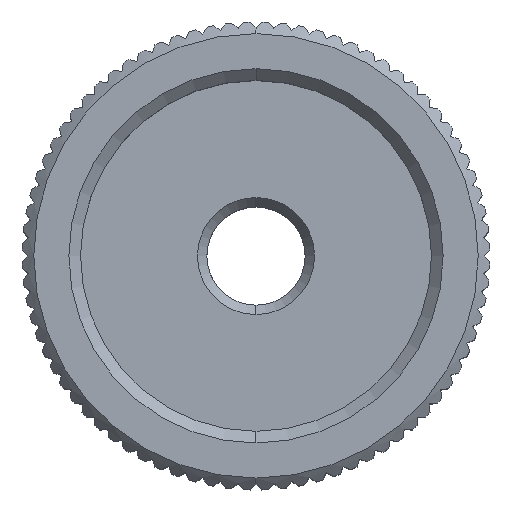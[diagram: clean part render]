
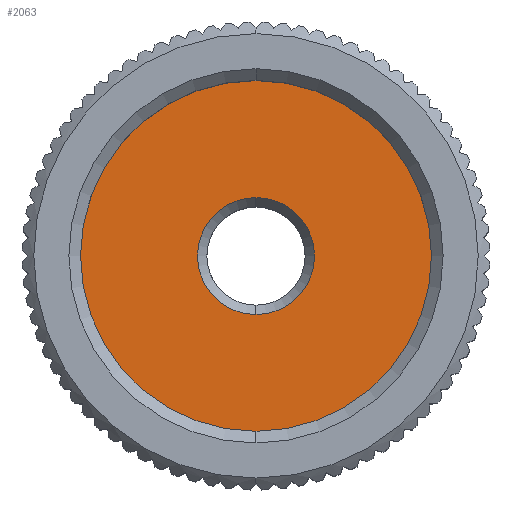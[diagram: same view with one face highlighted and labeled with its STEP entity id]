
A CAD part, top view. The second image highlights one B-rep face of the part: STEP entity #2063.
In plain terms, the highlighted planar face has unit normal (0, 0, 1).
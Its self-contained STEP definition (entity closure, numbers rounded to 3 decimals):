
#1995=VERTEX_POINT('',#5141);
#2063=ADVANCED_FACE('',(#5213,#5214),#5215,.T.);
#2153=VERTEX_POINT('',#5311);
#2293=EDGE_CURVE('',#2153,#3439,#5464,.T.);
#2857=EDGE_CURVE('',#3439,#2153,#6070,.T.);
#3147=VERTEX_POINT('',#6386);
#3439=VERTEX_POINT('',#6703);
#3931=EDGE_CURVE('',#3147,#1995,#7245,.T.);
#4499=EDGE_CURVE('',#1995,#3147,#7877,.T.);
#5141=CARTESIAN_POINT('',(0.,-7.5,7.));
#5213=FACE_OUTER_BOUND('',#9273,.T.);
#5214=FACE_BOUND('',#9274,.T.);
#5215=PLANE('',#9275);
#5311=CARTESIAN_POINT('',(0.,-2.5,7.));
#5464=CIRCLE('',#9831,2.5);
#6070=CIRCLE('',#11133,2.5);
#6386=CARTESIAN_POINT('',(0.0,7.5,7.));
#6703=CARTESIAN_POINT('',(0.,2.5,7.));
#7245=CIRCLE('',#13629,7.5);
#7877=CIRCLE('',#14947,7.5);
#9273=EDGE_LOOP('',(#15841,#15842));
#9274=EDGE_LOOP('',(#15843,#15844));
#9275=AXIS2_PLACEMENT_3D('',#15845,#15846,#15847);
#9831=AXIS2_PLACEMENT_3D('',#16038,#16039,#16040);
#11133=AXIS2_PLACEMENT_3D('',#16785,#16786,#16787);
#13629=AXIS2_PLACEMENT_3D('',#17994,#17995,#17996);
#14947=AXIS2_PLACEMENT_3D('',#18739,#18740,#18741);
#15841=ORIENTED_EDGE('',*,*,#3931,.T.);
#15842=ORIENTED_EDGE('',*,*,#4499,.T.);
#15843=ORIENTED_EDGE('',*,*,#2293,.F.);
#15844=ORIENTED_EDGE('',*,*,#2857,.F.);
#15845=CARTESIAN_POINT('',(0.,-4.75,7.));
#15846=DIRECTION('',(0.,0.,1.0));
#15847=DIRECTION('',(0.,-1.0,0.0));
#16038=CARTESIAN_POINT('',(0.,0.,7.));
#16039=DIRECTION('',(0.,0.,1.0));
#16040=DIRECTION('',(0.,-1.0,0.));
#16785=CARTESIAN_POINT('',(0.,0.,7.));
#16786=DIRECTION('',(0.,0.,1.0));
#16787=DIRECTION('',(0.,-1.0,0.));
#17994=CARTESIAN_POINT('',(0.0,0.,7.));
#17995=DIRECTION('',(0.0,0.,1.0));
#17996=DIRECTION('',(0.0,1.0,0.));
#18739=CARTESIAN_POINT('',(0.0,0.,7.));
#18740=DIRECTION('',(0.0,0.,1.0));
#18741=DIRECTION('',(0.0,1.0,0.));
